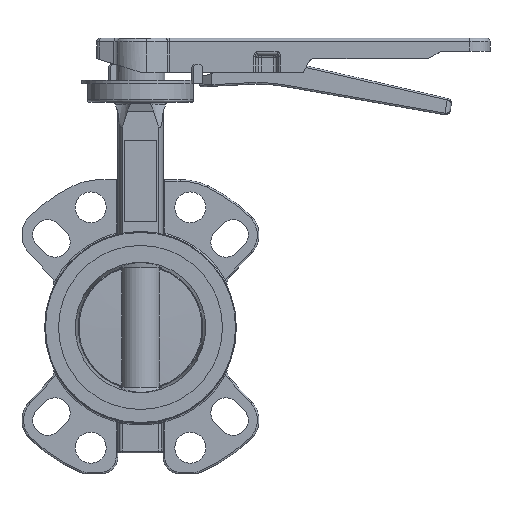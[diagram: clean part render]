
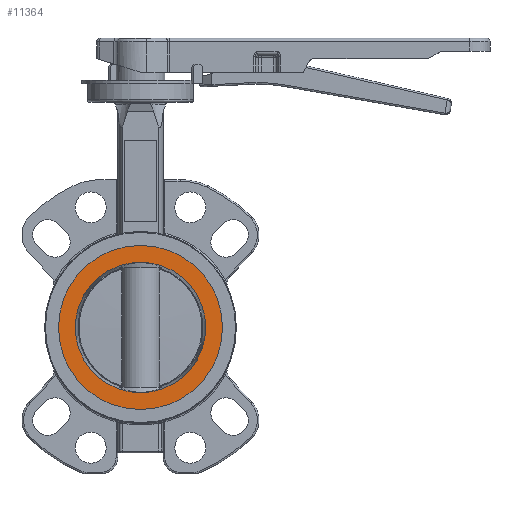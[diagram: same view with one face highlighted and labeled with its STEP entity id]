
A CAD part, top view. The second image highlights one B-rep face of the part: STEP entity #11364.
In plain terms, the highlighted planar face has unit normal (0, 0, 1).
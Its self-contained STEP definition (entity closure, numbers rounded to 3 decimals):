
#630 = EDGE_LOOP ( 'NONE', ( #10172 ) ) ;
#743 = EDGE_CURVE ( 'NONE', #5219, #5219, #12570, .T. ) ;
#931 = PLANE ( 'NONE',  #7572 ) ;
#1178 = EDGE_LOOP ( 'NONE', ( #6029 ) ) ;
#1240 = EDGE_CURVE ( 'NONE', #1517, #1517, #3019, .T. ) ;
#1366 = CARTESIAN_POINT ( 'NONE',  ( 0., 0., 24.2 ) ) ;
#1517 = VERTEX_POINT ( 'NONE', #7908 ) ;
#2602 = DIRECTION ( 'NONE',  ( -1., 0., 0. ) ) ;
#3019 = CIRCLE ( 'NONE', #12072, 50.45 ) ;
#3400 = DIRECTION ( 'NONE',  ( -1., 0., 0. ) ) ;
#5219 = VERTEX_POINT ( 'NONE', #14102 ) ;
#5437 = CARTESIAN_POINT ( 'NONE',  ( 0., 0., 24.2 ) ) ;
#6029 = ORIENTED_EDGE ( 'NONE', *, *, #743, .T. ) ;
#6716 = DIRECTION ( 'NONE',  ( -1., 0., 0. ) ) ;
#7572 = AXIS2_PLACEMENT_3D ( 'NONE', #9630, #10856, #3400 ) ;
#7908 = CARTESIAN_POINT ( 'NONE',  ( -50.45, 0., 24.2 ) ) ;
#9630 = CARTESIAN_POINT ( 'NONE',  ( 0., 0., 24.2 ) ) ;
#10057 = DIRECTION ( 'NONE',  ( 0., 0., -1. ) ) ;
#10172 = ORIENTED_EDGE ( 'NONE', *, *, #1240, .F. ) ;
#10856 = DIRECTION ( 'NONE',  ( 0., 0., -1. ) ) ;
#11037 = AXIS2_PLACEMENT_3D ( 'NONE', #1366, #10057, #2602 ) ;
#11364 = ADVANCED_FACE ( 'NONE', ( #12805, #13213 ), #931, .F. ) ;
#12072 = AXIS2_PLACEMENT_3D ( 'NONE', #5437, #14141, #6716 ) ;
#12570 = CIRCLE ( 'NONE', #11037, 40.142 ) ;
#12805 = FACE_BOUND ( 'NONE', #1178, .T. ) ;
#13213 = FACE_OUTER_BOUND ( 'NONE', #630, .T. ) ;
#14102 = CARTESIAN_POINT ( 'NONE',  ( -40.142, 0., 24.2 ) ) ;
#14141 = DIRECTION ( 'NONE',  ( 0., 0., -1. ) ) ;
